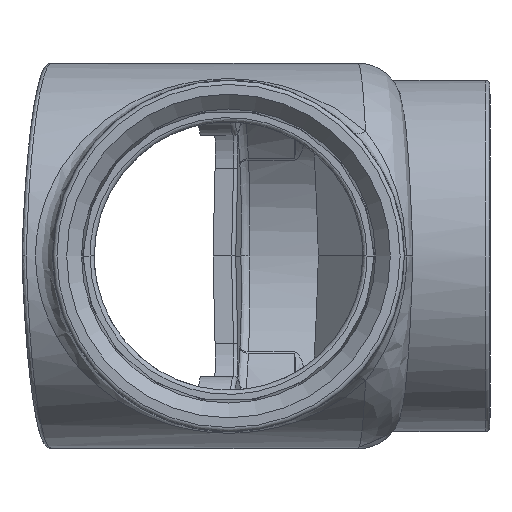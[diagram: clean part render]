
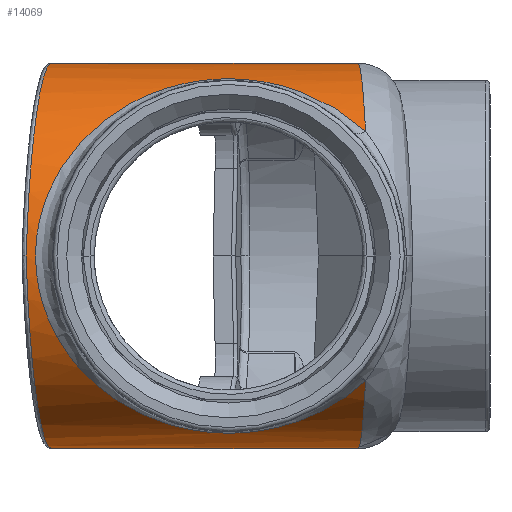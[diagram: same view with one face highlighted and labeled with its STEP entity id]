
A CAD part, left-side view. The second image highlights one B-rep face of the part: STEP entity #14069.
In plain terms, the highlighted cylindrical face has radius 71.438 mm (diameter 142.875 mm), a partial arc.
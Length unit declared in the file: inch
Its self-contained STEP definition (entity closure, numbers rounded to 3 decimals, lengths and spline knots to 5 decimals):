
#876=B_SPLINE_CURVE_WITH_KNOTS('',3,(#33250,#33251,#33252,#33253,#33254,
#33255,#33256,#33257,#33258,#33259,#33260,#33261,#33262,#33263,#33264,#33265,
#33266,#33267,#33268,#33269,#33270,#33271,#33272,#33273,#33274,#33275,#33276,
#33277,#33278,#33279,#33280,#33281,#33282,#33283),.UNSPECIFIED.,.F.,.F.,
(4,1,1,1,1,1,1,1,1,1,1,1,1,1,1,1,1,1,1,1,1,1,1,1,1,1,1,1,1,1,1,4),(-37.51719,
-36.17729,-35.50734,-34.83739,-33.49749,
-32.82754,-32.15759,-31.56208,-30.96657,
-30.37106,-29.47779,-28.58453,-26.79799,
-25.01146,-23.22493,-21.43839,-19.65186,
-17.86533,-16.0788,-14.29226,-12.50573,
-10.7192,-8.93266,-8.0394,-7.14613,
-6.25287,-5.3596,-4.68965,-4.0197,
-2.6798,-1.3399,0.),.UNSPECIFIED.);
#2252=FACE_OUTER_BOUND('',#3121,.T.);
#3121=EDGE_LOOP('',(#11989,#11990,#11991,#11992,#11993,#11994,#11995));
#3883=LINE('',#33336,#4847);
#3904=LINE('',#33863,#4868);
#4847=VECTOR('',#17664,0.3937);
#4868=VECTOR('',#17725,0.3937);
#5596=ELLIPSE('',#15203,2.81531,2.8125);
#5597=ELLIPSE('',#15204,2.81531,2.8125);
#5598=ELLIPSE('',#15206,2.82889,2.8125);
#5602=ELLIPSE('',#15212,2.82889,2.8125);
#6440=VERTEX_POINT('',#32437);
#6443=VERTEX_POINT('',#32512);
#6444=VERTEX_POINT('',#32523);
#6448=VERTEX_POINT('',#32532);
#6477=VERTEX_POINT('',#33043);
#6478=VERTEX_POINT('',#33379);
#6482=VERTEX_POINT('',#33516);
#8367=EDGE_CURVE('',#6477,#6440,#5596,.T.);
#8368=EDGE_CURVE('',#6440,#6443,#876,.T.);
#8369=EDGE_CURVE('',#6443,#6444,#5597,.T.);
#8371=EDGE_CURVE('',#6448,#6444,#3883,.T.);
#8372=EDGE_CURVE('',#6448,#6478,#5598,.T.);
#8379=EDGE_CURVE('',#6478,#6482,#5602,.T.);
#8431=EDGE_CURVE('',#6477,#6482,#3904,.T.);
#11989=ORIENTED_EDGE('',*,*,#8372,.F.);
#11990=ORIENTED_EDGE('',*,*,#8371,.T.);
#11991=ORIENTED_EDGE('',*,*,#8369,.F.);
#11992=ORIENTED_EDGE('',*,*,#8368,.F.);
#11993=ORIENTED_EDGE('',*,*,#8367,.F.);
#11994=ORIENTED_EDGE('',*,*,#8431,.T.);
#11995=ORIENTED_EDGE('',*,*,#8379,.F.);
#13483=CYLINDRICAL_SURFACE('',#15225,2.8125);
#14069=ADVANCED_FACE('',(#2252),#13483,.T.);
#15203=AXIS2_PLACEMENT_3D('',#33045,#17657,#17658);
#15204=AXIS2_PLACEMENT_3D('',#33333,#17659,#17660);
#15206=AXIS2_PLACEMENT_3D('',#33380,#17665,#17666);
#15212=AXIS2_PLACEMENT_3D('',#33517,#17678,#17679);
#15225=AXIS2_PLACEMENT_3D('',#33862,#17723,#17724);
#17657=DIRECTION('center_axis',(0.04,-0.999,0.02));
#17658=DIRECTION('ref_axis',(-0.889,-0.045,-0.455));
#17659=DIRECTION('center_axis',(0.04,-0.999,-0.02));
#17660=DIRECTION('ref_axis',(-0.889,-0.045,0.455));
#17664=DIRECTION('',(0.,-1.,0.));
#17665=DIRECTION('center_axis',(0.104,0.994,-0.026));
#17666=DIRECTION('ref_axis',(-0.966,0.107,0.237));
#17678=DIRECTION('center_axis',(0.104,0.994,0.026));
#17679=DIRECTION('ref_axis',(-0.966,0.107,-0.237));
#17723=DIRECTION('center_axis',(0.,1.,0.));
#17724=DIRECTION('ref_axis',(0.,0.,-1.));
#17725=DIRECTION('',(0.,1.,0.));
#32437=CARTESIAN_POINT('',(-23.631,-1.99872,1.81718));
#32512=CARTESIAN_POINT('',(-23.631,-1.99872,-1.81718));
#32523=CARTESIAN_POINT('',(-21.48438,-1.89297,-2.8125));
#32532=CARTESIAN_POINT('',(-21.48438,2.58128,-2.8125));
#33043=CARTESIAN_POINT('',(-21.48438,-1.89297,2.8125));
#33045=CARTESIAN_POINT('Origin',(-21.48438,-1.95032,0.));
#33250=CARTESIAN_POINT('Ctrl Pts',(-23.631,-1.99872,1.81718));
#33251=CARTESIAN_POINT('Ctrl Pts',(-23.54776,-1.89271,
1.91552));
#33252=CARTESIAN_POINT('Ctrl Pts',(-23.41739,-1.72341,
2.04895));
#33253=CARTESIAN_POINT('Ctrl Pts',(-23.23976,-1.47975,
2.19963));
#33254=CARTESIAN_POINT('Ctrl Pts',(-23.06257,-1.22363,
2.33246));
#33255=CARTESIAN_POINT('Ctrl Pts',(-22.89021,-0.94833,
2.4388));
#33256=CARTESIAN_POINT('Ctrl Pts',(-22.74148,-0.64737,
2.51677));
#33257=CARTESIAN_POINT('Ctrl Pts',(-22.65486,-0.41505,
2.55775));
#33258=CARTESIAN_POINT('Ctrl Pts',(-22.60257,-0.17781,
2.58071));
#33259=CARTESIAN_POINT('Ctrl Pts',(-22.59154,0.05759,
2.5854));
#33260=CARTESIAN_POINT('Ctrl Pts',(-22.62808,0.32928,
2.56972));
#33261=CARTESIAN_POINT('Ctrl Pts',(-22.72615,0.62089,
2.52496));
#33262=CARTESIAN_POINT('Ctrl Pts',(-22.92765,1.02059,2.41943));
#33263=CARTESIAN_POINT('Ctrl Pts',(-23.22355,1.46565,2.22599));
#33264=CARTESIAN_POINT('Ctrl Pts',(-23.57877,1.93648,1.8998));
#33265=CARTESIAN_POINT('Ctrl Pts',(-23.90161,2.33827,1.47358));
#33266=CARTESIAN_POINT('Ctrl Pts',(-24.15664,2.64604,0.94543));
#33267=CARTESIAN_POINT('Ctrl Pts',(-24.30282,2.81957,0.3279));
#33268=CARTESIAN_POINT('Ctrl Pts',(-24.30296,2.81971,-0.32779));
#33269=CARTESIAN_POINT('Ctrl Pts',(-24.15664,2.64609,-0.94522));
#33270=CARTESIAN_POINT('Ctrl Pts',(-23.9017,2.33829,-1.47353));
#33271=CARTESIAN_POINT('Ctrl Pts',(-23.57883,1.93667,-1.89967));
#33272=CARTESIAN_POINT('Ctrl Pts',(-23.2236,1.46546,-2.22605));
#33273=CARTESIAN_POINT('Ctrl Pts',(-22.92733,1.02028,-2.41959));
#33274=CARTESIAN_POINT('Ctrl Pts',(-22.72615,0.6206,
-2.52499));
#33275=CARTESIAN_POINT('Ctrl Pts',(-22.61546,0.29262,
-2.57542));
#33276=CARTESIAN_POINT('Ctrl Pts',(-22.58231,-0.0615,
-2.58923));
#33277=CARTESIAN_POINT('Ctrl Pts',(-22.64162,-0.37989,
-2.56401));
#33278=CARTESIAN_POINT('Ctrl Pts',(-22.74161,-0.64756,
-2.51671));
#33279=CARTESIAN_POINT('Ctrl Pts',(-22.89021,-0.94835,
-2.43881));
#33280=CARTESIAN_POINT('Ctrl Pts',(-23.10572,-1.29252,
-2.30582));
#33281=CARTESIAN_POINT('Ctrl Pts',(-23.37389,-1.66701,
-2.09342));
#33282=CARTESIAN_POINT('Ctrl Pts',(-23.54776,-1.89271,
-1.91552));
#33283=CARTESIAN_POINT('Ctrl Pts',(-23.631,-1.99872,-1.81718));
#33333=CARTESIAN_POINT('Origin',(-21.48438,-1.95032,0.));
#33336=CARTESIAN_POINT('',(-21.48438,0.,-2.8125));
#33379=CARTESIAN_POINT('',(-24.29688,2.94905,0.));
#33380=CARTESIAN_POINT('Origin',(-21.48438,2.6537,0.));
#33516=CARTESIAN_POINT('',(-21.48438,2.58128,2.8125));
#33517=CARTESIAN_POINT('Origin',(-21.48438,2.6537,0.));
#33862=CARTESIAN_POINT('Origin',(-21.48438,0.,0.));
#33863=CARTESIAN_POINT('',(-21.48438,0.,2.8125));
